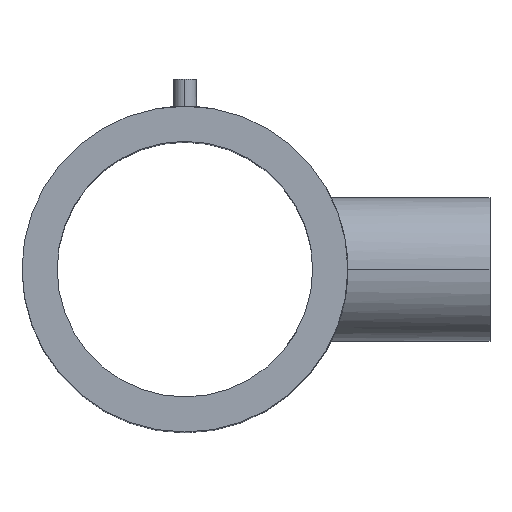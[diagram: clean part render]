
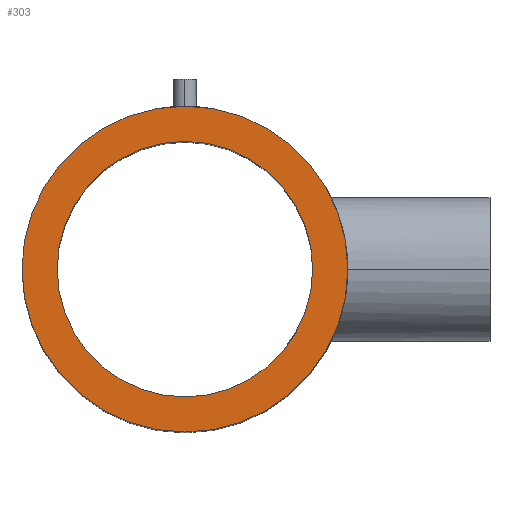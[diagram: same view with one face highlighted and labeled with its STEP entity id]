
A CAD part, top view. The second image highlights one B-rep face of the part: STEP entity #303.
In plain terms, the highlighted planar face has unit normal (0, 0, 1).
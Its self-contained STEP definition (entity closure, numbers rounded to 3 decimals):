
#25 = EDGE_CURVE ( 'NONE', #487, #763, #178, .T. ) ;
#37 = DIRECTION ( 'NONE',  ( 0., 0., 1. ) ) ;
#39 = DIRECTION ( 'NONE',  ( 1., 0., 0. ) ) ;
#54 = DIRECTION ( 'NONE',  ( 0., 0., 1. ) ) ;
#55 = FACE_BOUND ( 'NONE', #225, .T. ) ;
#72 = AXIS2_PLACEMENT_3D ( 'NONE', #282, #635, #39 ) ;
#132 = CARTESIAN_POINT ( 'NONE',  ( 80., 0., 160. ) ) ;
#178 = CIRCLE ( 'NONE', #727, 102. ) ;
#179 = AXIS2_PLACEMENT_3D ( 'NONE', #210, #54, #404 ) ;
#210 = CARTESIAN_POINT ( 'NONE',  ( 0., 0., 160. ) ) ;
#225 = EDGE_LOOP ( 'NONE', ( #1021, #408 ) ) ;
#282 = CARTESIAN_POINT ( 'NONE',  ( 0., 0., 160. ) ) ;
#291 = CIRCLE ( 'NONE', #179, 102. ) ;
#303 = ADVANCED_FACE ( 'NONE', ( #319, #55 ), #405, .T. ) ;
#319 = FACE_OUTER_BOUND ( 'NONE', #482, .T. ) ;
#328 = AXIS2_PLACEMENT_3D ( 'NONE', #750, #1114, #664 ) ;
#404 = DIRECTION ( 'NONE',  ( 1., 0., 0. ) ) ;
#405 = PLANE ( 'NONE',  #328 ) ;
#408 = ORIENTED_EDGE ( 'NONE', *, *, #787, .F. ) ;
#428 = ORIENTED_EDGE ( 'NONE', *, *, #776, .T. ) ;
#439 = AXIS2_PLACEMENT_3D ( 'NONE', #473, #37, #645 ) ;
#460 = EDGE_CURVE ( 'NONE', #491, #960, #672, .T. ) ;
#469 = DIRECTION ( 'NONE',  ( 1., 0., 0. ) ) ;
#473 = CARTESIAN_POINT ( 'NONE',  ( 0., 0., 160. ) ) ;
#482 = EDGE_LOOP ( 'NONE', ( #928, #428 ) ) ;
#487 = VERTEX_POINT ( 'NONE', #996 ) ;
#491 = VERTEX_POINT ( 'NONE', #973 ) ;
#635 = DIRECTION ( 'NONE',  ( 0., 0., 1. ) ) ;
#645 = DIRECTION ( 'NONE',  ( 1., 0., 0. ) ) ;
#664 = DIRECTION ( 'NONE',  ( 1., 0., 0. ) ) ;
#672 = CIRCLE ( 'NONE', #72, 80. ) ;
#727 = AXIS2_PLACEMENT_3D ( 'NONE', #897, #880, #469 ) ;
#750 = CARTESIAN_POINT ( 'NONE',  ( 0., 0., 160. ) ) ;
#763 = VERTEX_POINT ( 'NONE', #837 ) ;
#776 = EDGE_CURVE ( 'NONE', #763, #487, #291, .T. ) ;
#787 = EDGE_CURVE ( 'NONE', #960, #491, #1045, .T. ) ;
#837 = CARTESIAN_POINT ( 'NONE',  ( 102., 0., 160. ) ) ;
#880 = DIRECTION ( 'NONE',  ( 0., 0., 1. ) ) ;
#897 = CARTESIAN_POINT ( 'NONE',  ( 0., 0., 160. ) ) ;
#928 = ORIENTED_EDGE ( 'NONE', *, *, #25, .T. ) ;
#960 = VERTEX_POINT ( 'NONE', #132 ) ;
#973 = CARTESIAN_POINT ( 'NONE',  ( -80., 0., 160. ) ) ;
#996 = CARTESIAN_POINT ( 'NONE',  ( -102., 0., 160. ) ) ;
#1021 = ORIENTED_EDGE ( 'NONE', *, *, #460, .F. ) ;
#1045 = CIRCLE ( 'NONE', #439, 80. ) ;
#1114 = DIRECTION ( 'NONE',  ( 0., 0., 1. ) ) ;
